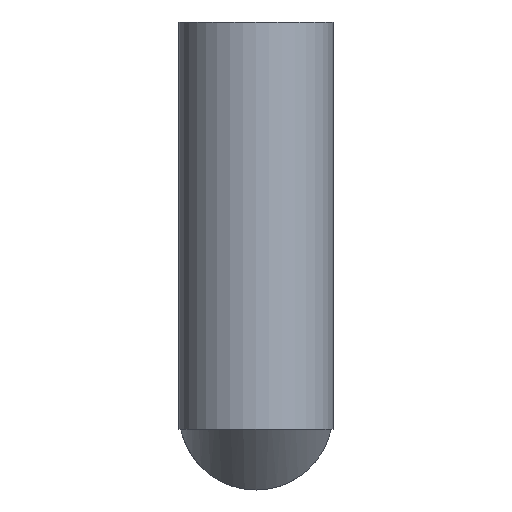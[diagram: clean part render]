
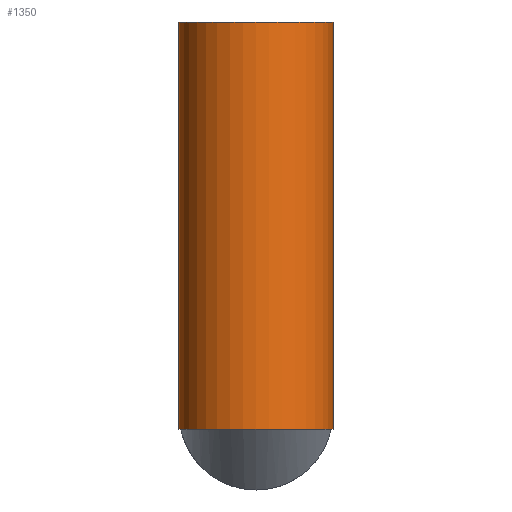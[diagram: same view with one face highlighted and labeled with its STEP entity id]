
A CAD part, front view. The second image highlights one B-rep face of the part: STEP entity #1350.
In plain terms, the highlighted cylindrical face has radius 124.968 mm (diameter 249.936 mm), a partial arc.
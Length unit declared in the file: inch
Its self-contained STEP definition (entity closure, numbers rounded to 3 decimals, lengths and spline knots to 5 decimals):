
#25 = DIRECTION ( 'NONE',  ( 1., 0., 0. ) ) ;
#65 = CIRCLE ( 'NONE', #551, 4.92 ) ;
#89 = CARTESIAN_POINT ( 'NONE',  ( -4.92, 0., -18. ) ) ;
#135 = ORIENTED_EDGE ( 'NONE', *, *, #1056, .F. ) ;
#171 = ORIENTED_EDGE ( 'NONE', *, *, #1792, .T. ) ;
#185 = CARTESIAN_POINT ( 'NONE',  ( -4.92, 0., 0. ) ) ;
#329 = CARTESIAN_POINT ( 'NONE',  ( 4.92, 0., -18. ) ) ;
#354 = LINE ( 'NONE', #2002, #846 ) ;
#366 = VERTEX_POINT ( 'NONE', #89 ) ;
#428 = ORIENTED_EDGE ( 'NONE', *, *, #1900, .T. ) ;
#492 = DIRECTION ( 'NONE',  ( 0., 0., -1. ) ) ;
#551 = AXIS2_PLACEMENT_3D ( 'NONE', #1590, #492, #1763 ) ;
#628 = EDGE_LOOP ( 'NONE', ( #1285, #1660, #2233, #428, #171, #135 ) ) ;
#688 = DIRECTION ( 'NONE',  ( 0., 0., 1. ) ) ;
#693 = LINE ( 'NONE', #1957, #1550 ) ;
#765 = EDGE_CURVE ( 'NONE', #1353, #812, #1045, .T. ) ;
#812 = VERTEX_POINT ( 'NONE', #893 ) ;
#818 = AXIS2_PLACEMENT_3D ( 'NONE', #2053, #991, #2229 ) ;
#846 = VECTOR ( 'NONE', #1111, 39.37008 ) ;
#882 = CIRCLE ( 'NONE', #818, 4.92 ) ;
#893 = CARTESIAN_POINT ( 'NONE',  ( 4.92, 0., 0. ) ) ;
#928 = LINE ( 'NONE', #329, #2173 ) ;
#938 = CARTESIAN_POINT ( 'NONE',  ( 0., 0., -18. ) ) ;
#943 = EDGE_CURVE ( 'NONE', #1353, #366, #882, .T. ) ;
#991 = DIRECTION ( 'NONE',  ( 0., 0., -1. ) ) ;
#1045 = LINE ( 'NONE', #1941, #1352 ) ;
#1056 = EDGE_CURVE ( 'NONE', #2015, #2273, #693, .T. ) ;
#1073 = DIRECTION ( 'NONE',  ( 0., 0., 1. ) ) ;
#1111 = DIRECTION ( 'NONE',  ( 0., 0., 1. ) ) ;
#1116 = DIRECTION ( 'NONE',  ( 0., 0., 1. ) ) ;
#1285 = ORIENTED_EDGE ( 'NONE', *, *, #1340, .F. ) ;
#1340 = EDGE_CURVE ( 'NONE', #366, #2015, #354, .T. ) ;
#1350 = ADVANCED_FACE ( 'NONE', ( #2195 ), #2153, .T. ) ;
#1352 = VECTOR ( 'NONE', #1599, 39.37008 ) ;
#1353 = VERTEX_POINT ( 'NONE', #1474 ) ;
#1474 = CARTESIAN_POINT ( 'NONE',  ( 4.92, 0., -18. ) ) ;
#1550 = VECTOR ( 'NONE', #1073, 39.37008 ) ;
#1590 = CARTESIAN_POINT ( 'NONE',  ( 0., 0., 8. ) ) ;
#1599 = DIRECTION ( 'NONE',  ( 0., 0., 1. ) ) ;
#1634 = VERTEX_POINT ( 'NONE', #1710 ) ;
#1660 = ORIENTED_EDGE ( 'NONE', *, *, #943, .F. ) ;
#1710 = CARTESIAN_POINT ( 'NONE',  ( 4.92, 0., 8. ) ) ;
#1763 = DIRECTION ( 'NONE',  ( -1., 0., 0. ) ) ;
#1792 = EDGE_CURVE ( 'NONE', #1634, #2273, #65, .T. ) ;
#1900 = EDGE_CURVE ( 'NONE', #812, #1634, #928, .T. ) ;
#1941 = CARTESIAN_POINT ( 'NONE',  ( 4.92, 0., -18. ) ) ;
#1957 = CARTESIAN_POINT ( 'NONE',  ( -4.92, 0., -18. ) ) ;
#2002 = CARTESIAN_POINT ( 'NONE',  ( -4.92, 0., -18. ) ) ;
#2015 = VERTEX_POINT ( 'NONE', #185 ) ;
#2053 = CARTESIAN_POINT ( 'NONE',  ( 0., 0., -18. ) ) ;
#2153 = CYLINDRICAL_SURFACE ( 'NONE', #2322, 4.92 ) ;
#2173 = VECTOR ( 'NONE', #688, 39.37008 ) ;
#2195 = FACE_OUTER_BOUND ( 'NONE', #628, .T. ) ;
#2229 = DIRECTION ( 'NONE',  ( -1., 0., 0. ) ) ;
#2233 = ORIENTED_EDGE ( 'NONE', *, *, #765, .T. ) ;
#2237 = CARTESIAN_POINT ( 'NONE',  ( -4.92, 0., 8. ) ) ;
#2273 = VERTEX_POINT ( 'NONE', #2237 ) ;
#2322 = AXIS2_PLACEMENT_3D ( 'NONE', #938, #1116, #25 ) ;
